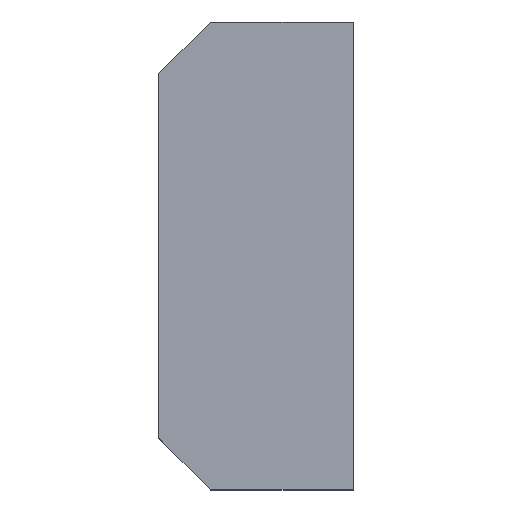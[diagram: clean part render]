
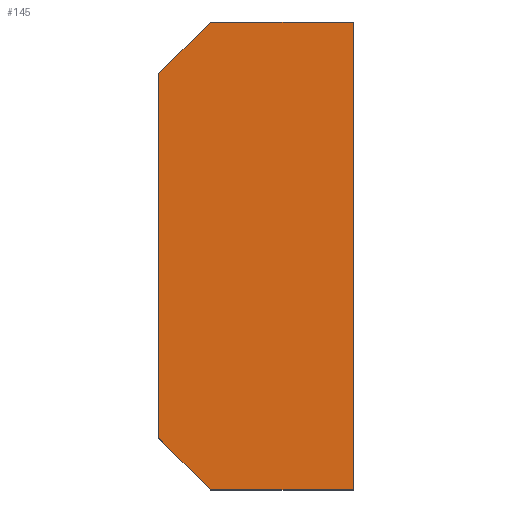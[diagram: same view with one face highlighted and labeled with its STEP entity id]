
A CAD part, top view. The second image highlights one B-rep face of the part: STEP entity #145.
In plain terms, the highlighted planar face has unit normal (0, 0, 1).
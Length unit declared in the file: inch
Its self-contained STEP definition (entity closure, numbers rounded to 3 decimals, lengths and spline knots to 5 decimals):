
#19=FACE_OUTER_BOUND('',#27,.T.);
#27=EDGE_LOOP('',(#113,#114,#115,#116,#117,#118));
#31=LINE('',#211,#49);
#35=LINE('',#220,#53);
#41=LINE('',#231,#59);
#44=LINE('',#237,#62);
#45=LINE('',#239,#63);
#46=LINE('',#240,#64);
#49=VECTOR('',#175,3.5);
#53=VECTOR('',#181,1.375);
#59=VECTOR('',#189,4.5);
#62=VECTOR('',#194,1.375);
#63=VECTOR('',#197,0.70711);
#64=VECTOR('',#198,0.70711);
#67=VERTEX_POINT('',#209);
#68=VERTEX_POINT('',#210);
#71=VERTEX_POINT('',#218);
#72=VERTEX_POINT('',#219);
#76=VERTEX_POINT('',#229);
#78=VERTEX_POINT('',#235);
#79=EDGE_CURVE('',#67,#68,#31,.T.);
#83=EDGE_CURVE('',#71,#72,#35,.T.);
#89=EDGE_CURVE('',#72,#76,#41,.T.);
#92=EDGE_CURVE('',#76,#78,#44,.T.);
#93=EDGE_CURVE('',#78,#67,#45,.F.);
#94=EDGE_CURVE('',#68,#71,#46,.F.);
#113=ORIENTED_EDGE('',*,*,#92,.T.);
#114=ORIENTED_EDGE('',*,*,#93,.T.);
#115=ORIENTED_EDGE('',*,*,#79,.T.);
#116=ORIENTED_EDGE('',*,*,#94,.T.);
#117=ORIENTED_EDGE('',*,*,#83,.T.);
#118=ORIENTED_EDGE('',*,*,#89,.T.);
#137=PLANE('',#167);
#145=ADVANCED_FACE('',(#19),#137,.F.);
#167=AXIS2_PLACEMENT_3D('',#238,#195,#196);
#175=DIRECTION('',(0.,-1.,0.));
#181=DIRECTION('',(1.,0.,0.));
#189=DIRECTION('',(0.,1.,0.));
#194=DIRECTION('',(-1.,0.,0.));
#195=DIRECTION('center_axis',(0.,0.,-1.));
#196=DIRECTION('ref_axis',(-1.,0.,0.));
#197=DIRECTION('',(0.707,0.707,0.));
#198=DIRECTION('',(-0.707,0.707,0.));
#209=CARTESIAN_POINT('',(-2.,20.5,0.5));
#210=CARTESIAN_POINT('',(-2.,17.,0.5));
#211=CARTESIAN_POINT('',(-2.,20.5,0.5));
#218=CARTESIAN_POINT('',(-1.5,16.5,0.5));
#219=CARTESIAN_POINT('',(-0.125,16.5,0.5));
#220=CARTESIAN_POINT('',(-1.5,16.5,0.5));
#229=CARTESIAN_POINT('',(-0.125,21.,0.5));
#231=CARTESIAN_POINT('',(-0.125,16.5,0.5));
#235=CARTESIAN_POINT('',(-1.5,21.,0.5));
#237=CARTESIAN_POINT('',(-0.125,21.,0.5));
#238=CARTESIAN_POINT('Origin',(0.,0.,0.5));
#239=CARTESIAN_POINT('',(-2.,20.5,0.5));
#240=CARTESIAN_POINT('',(-1.5,16.5,0.5));
